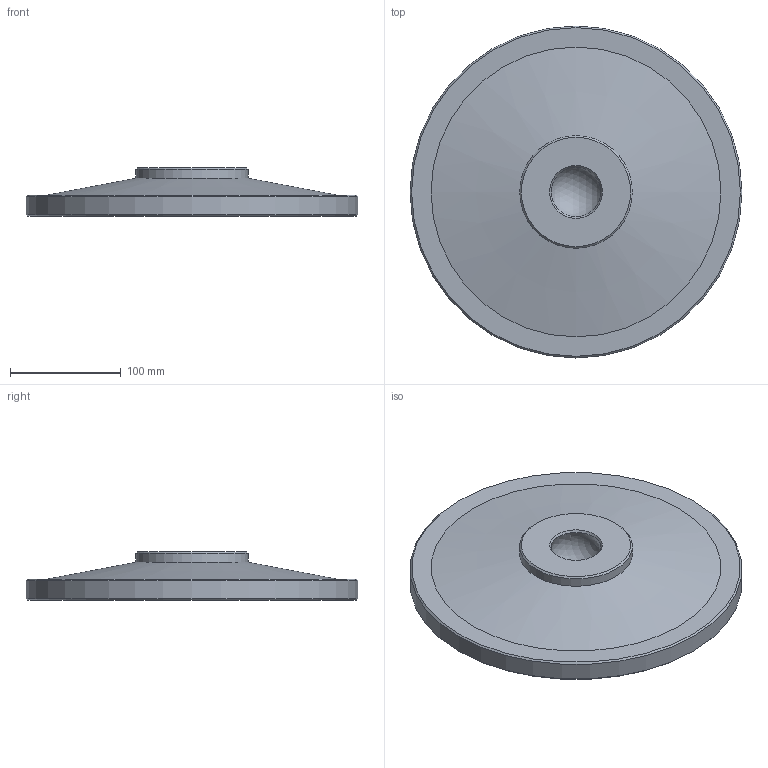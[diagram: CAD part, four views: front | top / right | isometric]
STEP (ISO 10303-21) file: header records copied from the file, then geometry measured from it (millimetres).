
FILE_DESCRIPTION( ( '' ), ' ' );
FILE_NAME( '5dad0ec29dd13715ab67fef6.step', '2019-10-21T01:49:54', ( '' ), ( '' ), ' ', ' ', ' ' );
FILE_SCHEMA( ( 'AUTOMOTIVE_DESIGN { 1 0 10303 214 1 1 1 1 }' ) );
Length unit declared in the file: metre
Products named in the file (1): Foot
Bounding box: 299.72 x 299.72 x 43.72 mm (x, y, z)
Volume: 1782464.5 mm3; surface area: 165043.5 mm2
Topology: 1 solids, 1 shells, 11 faces, 21 edges, 13 vertices
Faces by surface type: cone 5, plane 3, cylinder 2, sphere 1
Full cylindrical faces by diameter (mm): 101.6 x1, 299.72 x1
Entity records: 326 total; most frequent: DIRECTION 44, CARTESIAN_POINT 34, AXIS2_PLACEMENT_3D 22, EDGE_LOOP 20, ORIENTED_EDGE 20, FACE_OUTER_BOUND 12, VERTEX_POINT 12, STYLED_ITEM 11
